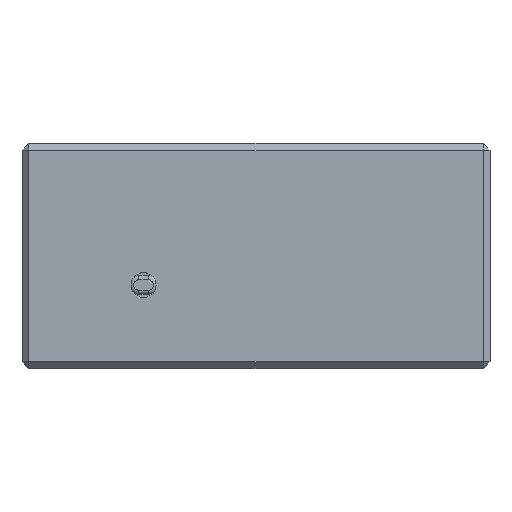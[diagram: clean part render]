
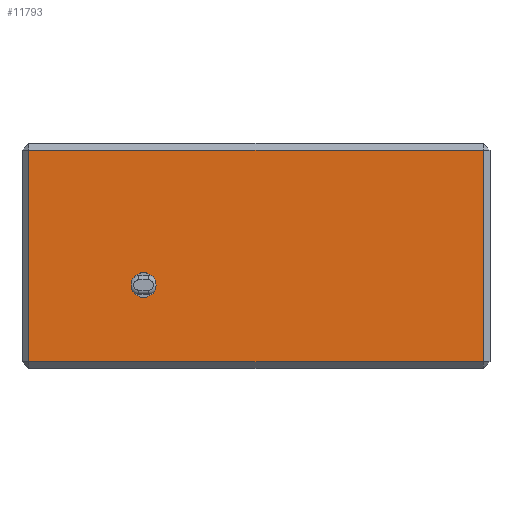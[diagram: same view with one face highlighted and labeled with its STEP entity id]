
A CAD part, top view. The second image highlights one B-rep face of the part: STEP entity #11793.
In plain terms, the highlighted planar face has unit normal (0, 0, 1).
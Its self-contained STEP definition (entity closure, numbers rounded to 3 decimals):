
#393=FACE_BOUND('',#2130,.T.);
#827=PLANE('',#13058);
#1416=FACE_OUTER_BOUND('',#2129,.T.);
#2129=EDGE_LOOP('',(#11035,#11036,#11037,#11038));
#2130=EDGE_LOOP('',(#11039));
#3260=LINE('',#20246,#4393);
#3265=LINE('',#20255,#4398);
#3266=LINE('',#20257,#4399);
#3267=LINE('',#20259,#4400);
#4393=VECTOR('',#16391,10.);
#4398=VECTOR('',#16402,10.);
#4399=VECTOR('',#16405,10.);
#4400=VECTOR('',#16408,10.);
#4869=CIRCLE('',#13007,1.5);
#5993=VERTEX_POINT('',#20121);
#6027=VERTEX_POINT('',#20230);
#6028=VERTEX_POINT('',#20234);
#6029=VERTEX_POINT('',#20238);
#6031=VERTEX_POINT('',#20249);
#7640=EDGE_CURVE('',#5993,#5993,#4869,.T.);
#7698=EDGE_CURVE('',#6027,#6029,#3260,.T.);
#7703=EDGE_CURVE('',#6029,#6031,#3265,.T.);
#7704=EDGE_CURVE('',#6031,#6028,#3266,.T.);
#7705=EDGE_CURVE('',#6028,#6027,#3267,.T.);
#11035=ORIENTED_EDGE('',*,*,#7698,.F.);
#11036=ORIENTED_EDGE('',*,*,#7705,.F.);
#11037=ORIENTED_EDGE('',*,*,#7704,.F.);
#11038=ORIENTED_EDGE('',*,*,#7703,.F.);
#11039=ORIENTED_EDGE('',*,*,#7640,.T.);
#11793=ADVANCED_FACE('',(#1416,#393),#827,.T.);
#13007=AXIS2_PLACEMENT_3D('',#20123,#16260,#16261);
#13058=AXIS2_PLACEMENT_3D('',#20261,#16411,#16412);
#16260=DIRECTION('center_axis',(0.,0.,-1.));
#16261=DIRECTION('ref_axis',(-1.,0.,0.));
#16391=DIRECTION('',(-1.,0.,0.));
#16402=DIRECTION('',(0.,1.,0.));
#16405=DIRECTION('',(1.,0.,0.));
#16408=DIRECTION('',(0.,-1.,0.));
#16411=DIRECTION('center_axis',(0.,0.,1.));
#16412=DIRECTION('ref_axis',(1.,0.,0.));
#20121=CARTESIAN_POINT('',(-11.,-3.5,9.));
#20123=CARTESIAN_POINT('Origin',(-12.5,-3.5,9.));
#20230=CARTESIAN_POINT('',(28.3,-12.7,9.));
#20234=CARTESIAN_POINT('',(28.3,12.7,9.));
#20238=CARTESIAN_POINT('',(-26.3,-12.7,9.));
#20246=CARTESIAN_POINT('',(14.05,-12.7,9.));
#20249=CARTESIAN_POINT('',(-26.3,12.7,9.));
#20255=CARTESIAN_POINT('',(-26.3,-5.75,9.));
#20257=CARTESIAN_POINT('',(-12.05,12.7,9.));
#20259=CARTESIAN_POINT('',(28.3,5.75,9.));
#20261=CARTESIAN_POINT('Origin',(1.,0.,
9.));
